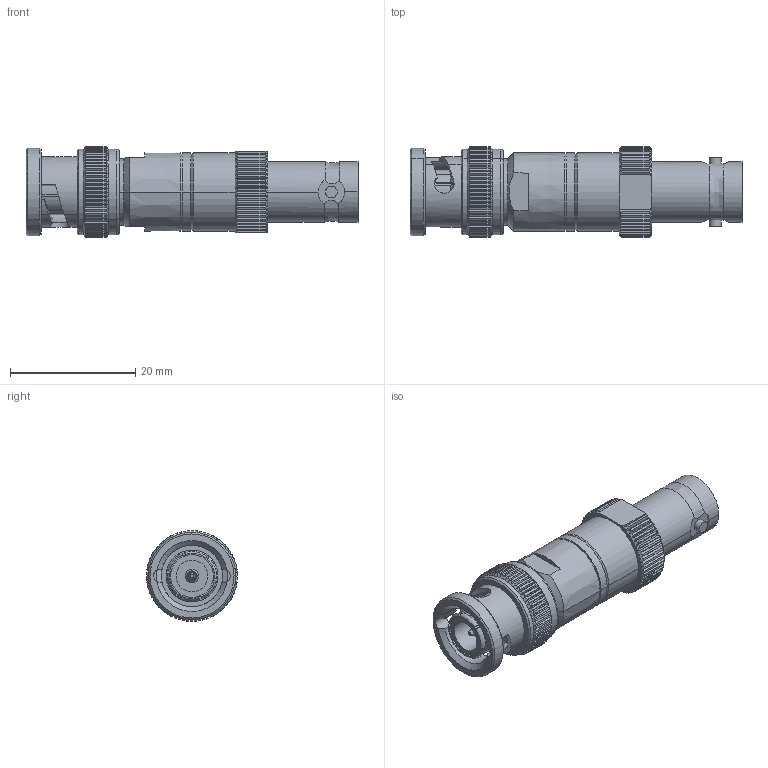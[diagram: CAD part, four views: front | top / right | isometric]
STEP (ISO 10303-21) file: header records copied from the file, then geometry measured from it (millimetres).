
FILE_DESCRIPTION (( 'STEP AP214' ), '1' );
FILE_NAME ('SD8218A_3D.step', '2025-04-28T16:02:06', ( '' ), ( '' ), 'SwSTEP 2.0', 'SolidWorks 2022', '' );
FILE_SCHEMA (( 'AUTOMOTIVE_DESIGN' ));
Length unit declared in the file: inch
Products named in the file (1): SD8218A_3D
Bounding box: 53.11 x 14.55 x 14.5 mm (x, y, z)
Volume: 5220.1 mm3; surface area: 3593.4 mm2
Topology: 1 solids, 1 shells, 668 faces, 1719 edges, 1068 vertices
Faces by surface type: plane 313, cylinder 190, cone 138, bspline 18, torus 9
Entity records: 21775 total; most frequent: CARTESIAN_POINT 6328, ORIENTED_EDGE 3438, DIRECTION 2978, EDGE_CURVE 1719, AXIS2_PLACEMENT_3D 1205, VERTEX_POINT 1068, EDGE_LOOP 687, FACE_OUTER_BOUND 668
